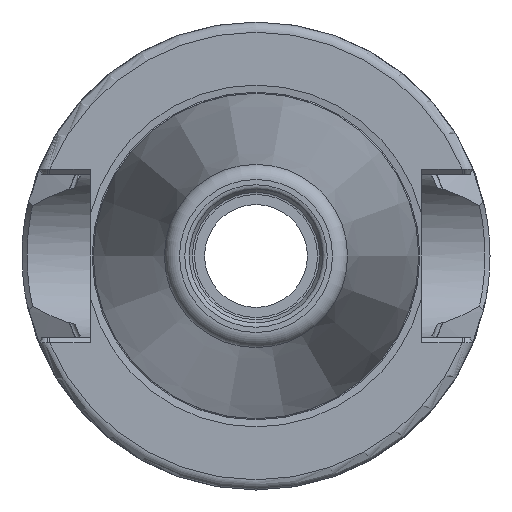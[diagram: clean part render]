
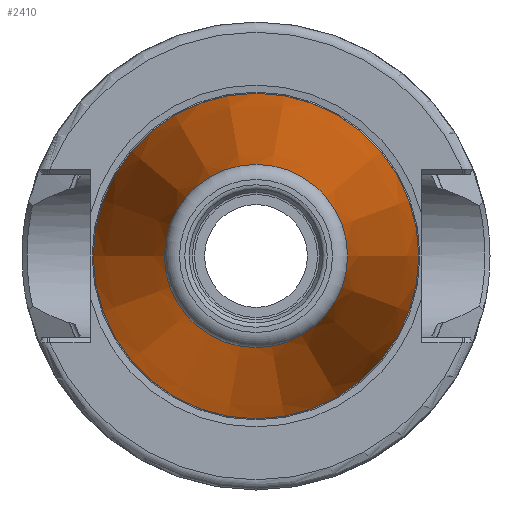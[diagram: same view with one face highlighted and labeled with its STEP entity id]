
A CAD part, left-side view. The second image highlights one B-rep face of the part: STEP entity #2410.
In plain terms, the highlighted conical face has half-angle 8.297 degrees and reference radius 12.502 mm.
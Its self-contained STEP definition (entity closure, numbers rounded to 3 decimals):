
#286=FACE_OUTER_BOUND('',#420,.T.);
#420=EDGE_LOOP('',(#1938,#1939,#1940,#1941,#1942,#1943,#1944));
#561=LINE('',#4581,#691);
#691=VECTOR('',#3119,12.502);
#833=CIRCLE('',#2625,9.004);
#834=CIRCLE('',#2626,9.004);
#835=CIRCLE('',#2627,9.004);
#837=CIRCLE('',#2630,15.999);
#838=CIRCLE('',#2631,15.999);
#1064=VERTEX_POINT('',#4569);
#1065=VERTEX_POINT('',#4570);
#1066=VERTEX_POINT('',#4572);
#1067=VERTEX_POINT('',#4577);
#1068=VERTEX_POINT('',#4578);
#1387=EDGE_CURVE('',#1064,#1065,#833,.T.);
#1388=EDGE_CURVE('',#1066,#1064,#834,.T.);
#1389=EDGE_CURVE('',#1065,#1066,#835,.T.);
#1391=EDGE_CURVE('',#1067,#1068,#837,.T.);
#1392=EDGE_CURVE('',#1068,#1067,#838,.T.);
#1393=EDGE_CURVE('',#1068,#1066,#561,.T.);
#1938=ORIENTED_EDGE('',*,*,#1391,.F.);
#1939=ORIENTED_EDGE('',*,*,#1392,.F.);
#1940=ORIENTED_EDGE('',*,*,#1393,.T.);
#1941=ORIENTED_EDGE('',*,*,#1388,.T.);
#1942=ORIENTED_EDGE('',*,*,#1387,.T.);
#1943=ORIENTED_EDGE('',*,*,#1389,.T.);
#1944=ORIENTED_EDGE('',*,*,#1393,.F.);
#2337=CONICAL_SURFACE('',#2629,12.502,0.145);
#2410=ADVANCED_FACE('',(#286),#2337,.T.);
#2625=AXIS2_PLACEMENT_3D('',#4571,#3105,#3106);
#2626=AXIS2_PLACEMENT_3D('',#4573,#3107,#3108);
#2627=AXIS2_PLACEMENT_3D('',#4574,#3109,#3110);
#2629=AXIS2_PLACEMENT_3D('',#4576,#3113,#3114);
#2630=AXIS2_PLACEMENT_3D('',#4579,#3115,#3116);
#2631=AXIS2_PLACEMENT_3D('',#4580,#3117,#3118);
#3105=DIRECTION('center_axis',(1.,0.,0.));
#3106=DIRECTION('ref_axis',(0.,0.,-1.));
#3107=DIRECTION('center_axis',(1.,0.,0.));
#3108=DIRECTION('ref_axis',(0.,0.,-1.));
#3109=DIRECTION('center_axis',(1.,0.,0.));
#3110=DIRECTION('ref_axis',(0.,0.,-1.));
#3113=DIRECTION('center_axis',(1.,0.,0.));
#3114=DIRECTION('ref_axis',(0.,1.,0.));
#3115=DIRECTION('center_axis',(1.,0.,0.));
#3116=DIRECTION('ref_axis',(0.,0.,-1.));
#3117=DIRECTION('center_axis',(1.,0.,0.));
#3118=DIRECTION('ref_axis',(0.,0.,-1.));
#3119=DIRECTION('',(-0.99,0.144,0.));
#4569=CARTESIAN_POINT('',(-47.116,9.004,0.));
#4570=CARTESIAN_POINT('',(-47.116,0.,9.004));
#4571=CARTESIAN_POINT('Origin',(-47.116,0.,
0.));
#4572=CARTESIAN_POINT('',(-47.116,-9.004,0.));
#4573=CARTESIAN_POINT('Origin',(-47.116,0.,
0.));
#4574=CARTESIAN_POINT('Origin',(-47.116,0.,
0.));
#4576=CARTESIAN_POINT('Origin',(-23.132,0.,
0.));
#4577=CARTESIAN_POINT('',(0.852,15.999,0.));
#4578=CARTESIAN_POINT('',(0.852,-15.999,0.));
#4579=CARTESIAN_POINT('Origin',(0.852,0.,
0.));
#4580=CARTESIAN_POINT('Origin',(0.852,0.,
0.));
#4581=CARTESIAN_POINT('',(-23.132,-12.502,0.));
